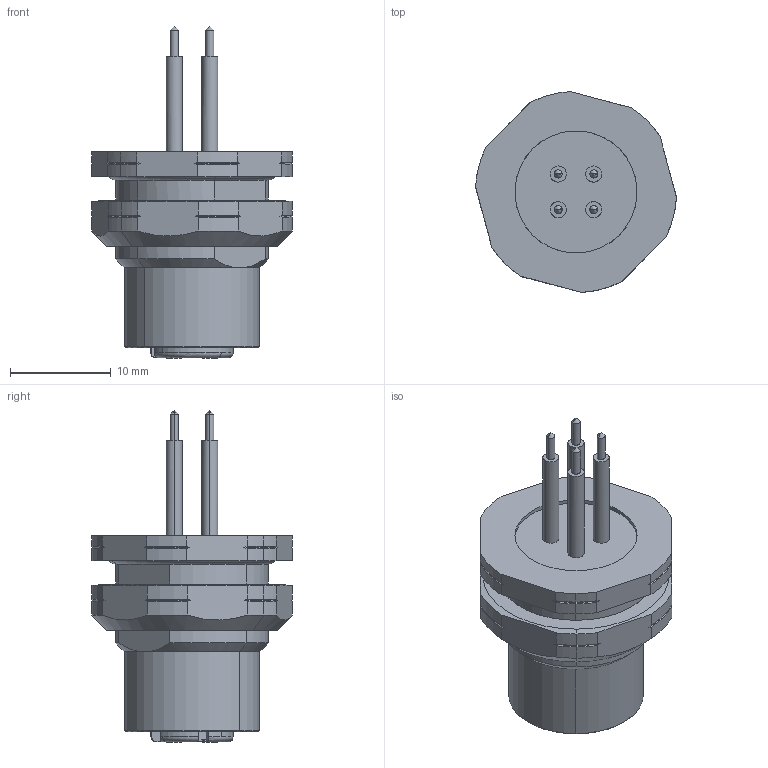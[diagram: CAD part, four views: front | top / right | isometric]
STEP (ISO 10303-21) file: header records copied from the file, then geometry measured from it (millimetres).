
FILE_DESCRIPTION(('CATIA V5R24 STEP','CAx-IF Rec.Pracs.--- Model Styling and Organization---1.2---2011-12-15'),'2;1');
FILE_NAME ('D1461963_0_2424470000_2424470000.stp','2017-05-02T05:59:35+00:00',('none'),('Weidmueller'),'CATIA Version 5-6 Release 2014 SP4 HF52','CATIA V5 STEP AP214','none');
FILE_SCHEMA(('AUTOMOTIVE_DESIGN { 1 0 10303 214 1 1 1 1 }'));
Length unit declared in the file: millimetre
Products named in the file (1): 2424470000
Bounding box: 19.98 x 19.97 x 33 mm (x, y, z)
Volume: 3733.9 mm3; surface area: 3416.2 mm2
Topology: 4 solids, 4 shells, 383 faces, 1088 edges, 738 vertices
Faces by surface type: cylinder 128, plane 124, cone 56, bspline 38, torus 37
Entity records: 13337 total; most frequent: CARTESIAN_POINT 4305, ORIENTED_EDGE 2160, DIRECTION 1327, EDGE_CURVE 1080, VERTEX_POINT 738, AXIS2_PLACEMENT_3D 628, EDGE_LOOP 424, B_SPLINE_CURVE_WITH_KNOTS 387
